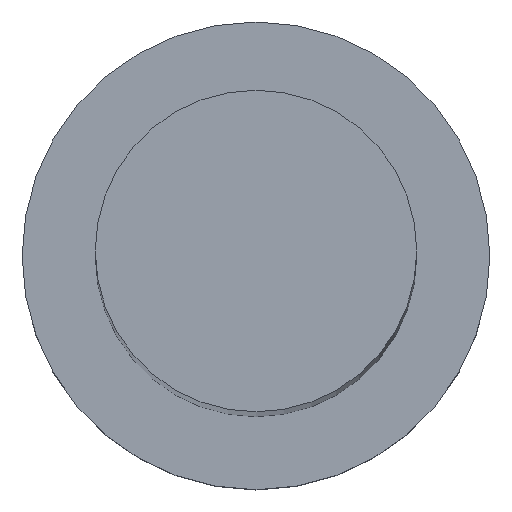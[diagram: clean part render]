
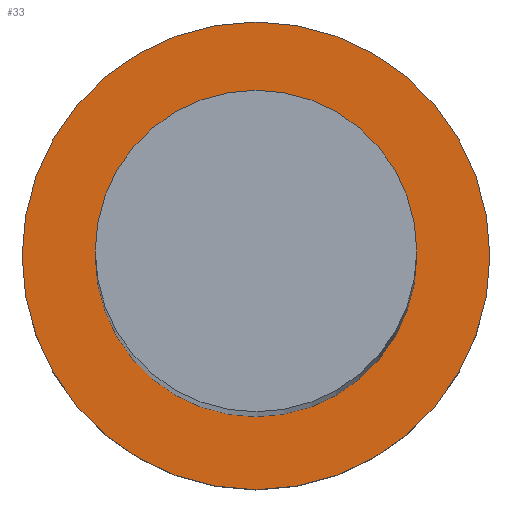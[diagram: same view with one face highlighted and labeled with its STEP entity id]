
A CAD part, top view. The second image highlights one B-rep face of the part: STEP entity #33.
In plain terms, the highlighted planar face has unit normal (0, 0, 1).
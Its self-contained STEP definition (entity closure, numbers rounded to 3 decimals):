
#16 = CARTESIAN_POINT ( 'NONE',  ( 0., 0., 5. ) ) ;
#21 = DIRECTION ( 'NONE',  ( 0., 0., 1. ) ) ;
#33 = ADVANCED_FACE ( 'NONE', ( #170, #207 ), #56, .T. ) ;
#39 = CIRCLE ( 'NONE', #171, 5.5 ) ;
#40 = CARTESIAN_POINT ( 'NONE',  ( 0., 0., 5. ) ) ;
#45 = DIRECTION ( 'NONE',  ( 0., 0., 1. ) ) ;
#46 = AXIS2_PLACEMENT_3D ( 'NONE', #16, #21, #174 ) ;
#47 = AXIS2_PLACEMENT_3D ( 'NONE', #221, #136, #49 ) ;
#49 = DIRECTION ( 'NONE',  ( 1., 0., 0. ) ) ;
#53 = CARTESIAN_POINT ( 'NONE',  ( -8., 0., 5. ) ) ;
#54 = EDGE_CURVE ( 'NONE', #75, #184, #118, .T. ) ;
#56 = PLANE ( 'NONE',  #96 ) ;
#75 = VERTEX_POINT ( 'NONE', #77 ) ;
#77 = CARTESIAN_POINT ( 'NONE',  ( -5.5, 0., 5. ) ) ;
#91 = CIRCLE ( 'NONE', #47, 8. ) ;
#93 = CARTESIAN_POINT ( 'NONE',  ( 8., 0., 5. ) ) ;
#96 = AXIS2_PLACEMENT_3D ( 'NONE', #40, #208, #185 ) ;
#103 = AXIS2_PLACEMENT_3D ( 'NONE', #215, #45, #250 ) ;
#104 = EDGE_CURVE ( 'NONE', #154, #224, #156, .T. ) ;
#109 = EDGE_LOOP ( 'NONE', ( #238, #196 ) ) ;
#118 = CIRCLE ( 'NONE', #46, 5.5 ) ;
#136 = DIRECTION ( 'NONE',  ( 0., 0., 1. ) ) ;
#139 = EDGE_CURVE ( 'NONE', #224, #154, #91, .T. ) ;
#140 = CARTESIAN_POINT ( 'NONE',  ( 5.5, 0., 5. ) ) ;
#143 = ORIENTED_EDGE ( 'NONE', *, *, #139, .T. ) ;
#154 = VERTEX_POINT ( 'NONE', #53 ) ;
#156 = CIRCLE ( 'NONE', #103, 8. ) ;
#161 = EDGE_LOOP ( 'NONE', ( #202, #143 ) ) ;
#170 = FACE_BOUND ( 'NONE', #109, .T. ) ;
#171 = AXIS2_PLACEMENT_3D ( 'NONE', #179, #245, #204 ) ;
#174 = DIRECTION ( 'NONE',  ( 1., 0., 0. ) ) ;
#179 = CARTESIAN_POINT ( 'NONE',  ( 0., 0., 5. ) ) ;
#184 = VERTEX_POINT ( 'NONE', #140 ) ;
#185 = DIRECTION ( 'NONE',  ( 1., 0., 0. ) ) ;
#196 = ORIENTED_EDGE ( 'NONE', *, *, #231, .F. ) ;
#202 = ORIENTED_EDGE ( 'NONE', *, *, #104, .T. ) ;
#204 = DIRECTION ( 'NONE',  ( 1., 0., 0. ) ) ;
#207 = FACE_OUTER_BOUND ( 'NONE', #161, .T. ) ;
#208 = DIRECTION ( 'NONE',  ( 0., 0., 1. ) ) ;
#215 = CARTESIAN_POINT ( 'NONE',  ( 0., 0., 5. ) ) ;
#221 = CARTESIAN_POINT ( 'NONE',  ( 0., 0., 5. ) ) ;
#224 = VERTEX_POINT ( 'NONE', #93 ) ;
#231 = EDGE_CURVE ( 'NONE', #184, #75, #39, .T. ) ;
#238 = ORIENTED_EDGE ( 'NONE', *, *, #54, .F. ) ;
#245 = DIRECTION ( 'NONE',  ( 0., 0., 1. ) ) ;
#250 = DIRECTION ( 'NONE',  ( 1., 0., 0. ) ) ;
